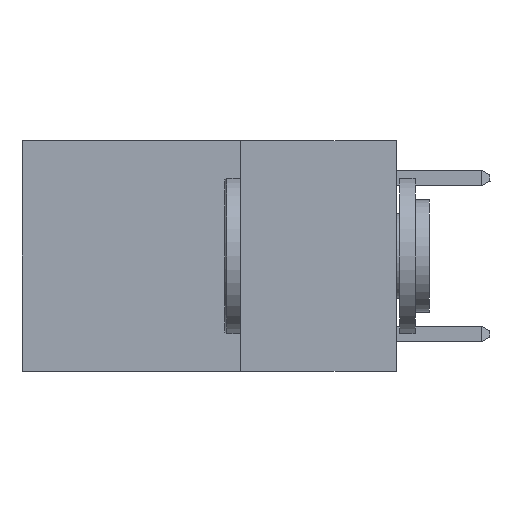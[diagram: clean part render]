
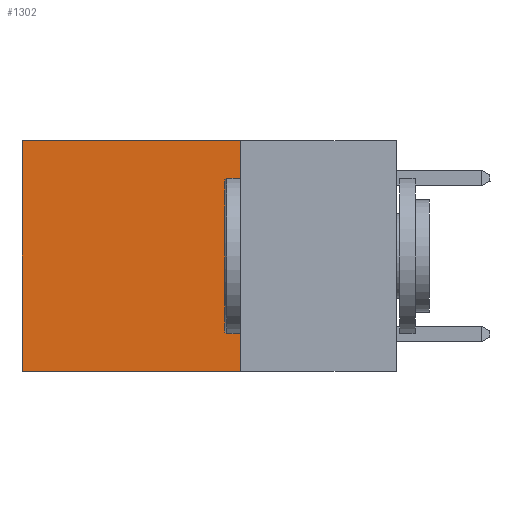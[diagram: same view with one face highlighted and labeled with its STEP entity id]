
A CAD part, left-side view. The second image highlights one B-rep face of the part: STEP entity #1302.
In plain terms, the highlighted planar face has unit normal (-1, 0, 0).
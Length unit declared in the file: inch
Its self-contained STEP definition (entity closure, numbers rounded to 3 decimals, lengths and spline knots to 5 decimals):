
#437 = CARTESIAN_POINT ( 'NONE',  ( 0.2625, 0.25, 0. ) ) ;
#1302 = ADVANCED_FACE ( 'NONE', ( #16034 ), #13269, .F. ) ;
#2831 = VECTOR ( 'NONE', #23928, 39.37008 ) ;
#2981 = ORIENTED_EDGE ( 'NONE', *, *, #9519, .F. ) ;
#3708 = VECTOR ( 'NONE', #21807, 39.37008 ) ;
#4048 = CARTESIAN_POINT ( 'NONE',  ( 0.2625, 0.6, 0. ) ) ;
#5194 = VERTEX_POINT ( 'NONE', #6350 ) ;
#6074 = LINE ( 'NONE', #4048, #19212 ) ;
#6350 = CARTESIAN_POINT ( 'NONE',  ( 0.2625, 0.25, -0.37 ) ) ;
#7589 = CARTESIAN_POINT ( 'NONE',  ( 0.2625, 0.6, 0. ) ) ;
#9519 = EDGE_CURVE ( 'NONE', #30881, #5194, #14586, .T. ) ;
#9836 = CARTESIAN_POINT ( 'NONE',  ( 0.2625, 0.25, -0.37 ) ) ;
#11295 = DIRECTION ( 'NONE',  ( 0., 0., -1. ) ) ;
#12068 = EDGE_CURVE ( 'NONE', #5194, #22894, #18221, .T. ) ;
#13269 = PLANE ( 'NONE',  #16420 ) ;
#14194 = EDGE_CURVE ( 'NONE', #17355, #22894, #6074, .T. ) ;
#14391 = CARTESIAN_POINT ( 'NONE',  ( 0.2625, 0.25, 0. ) ) ;
#14565 = ORIENTED_EDGE ( 'NONE', *, *, #12068, .F. ) ;
#14586 = LINE ( 'NONE', #23919, #3708 ) ;
#16034 = FACE_OUTER_BOUND ( 'NONE', #27092, .T. ) ;
#16420 = AXIS2_PLACEMENT_3D ( 'NONE', #18144, #25419, #25110 ) ;
#17355 = VERTEX_POINT ( 'NONE', #7589 ) ;
#18144 = CARTESIAN_POINT ( 'NONE',  ( 0.2625, 0.25, 0. ) ) ;
#18221 = LINE ( 'NONE', #9836, #2831 ) ;
#19212 = VECTOR ( 'NONE', #11295, 39.37008 ) ;
#20637 = CARTESIAN_POINT ( 'NONE',  ( 0.2625, 0.6, -0.37 ) ) ;
#21724 = EDGE_CURVE ( 'NONE', #30881, #17355, #25776, .T. ) ;
#21807 = DIRECTION ( 'NONE',  ( 0., 0., -1. ) ) ;
#22894 = VERTEX_POINT ( 'NONE', #20637 ) ;
#23919 = CARTESIAN_POINT ( 'NONE',  ( 0.2625, 0.25, 0. ) ) ;
#23928 = DIRECTION ( 'NONE',  ( 0., 1., 0. ) ) ;
#25110 = DIRECTION ( 'NONE',  ( 0., 0., -1. ) ) ;
#25419 = DIRECTION ( 'NONE',  ( 1., 0., 0. ) ) ;
#25776 = LINE ( 'NONE', #14391, #29921 ) ;
#27092 = EDGE_LOOP ( 'NONE', ( #30905, #14565, #2981, #31130 ) ) ;
#29921 = VECTOR ( 'NONE', #31194, 39.37008 ) ;
#30881 = VERTEX_POINT ( 'NONE', #437 ) ;
#30905 = ORIENTED_EDGE ( 'NONE', *, *, #14194, .T. ) ;
#31130 = ORIENTED_EDGE ( 'NONE', *, *, #21724, .T. ) ;
#31194 = DIRECTION ( 'NONE',  ( 0., 1., 0. ) ) ;
